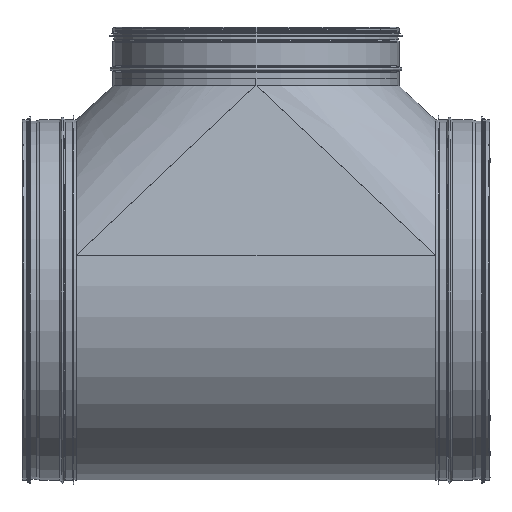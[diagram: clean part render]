
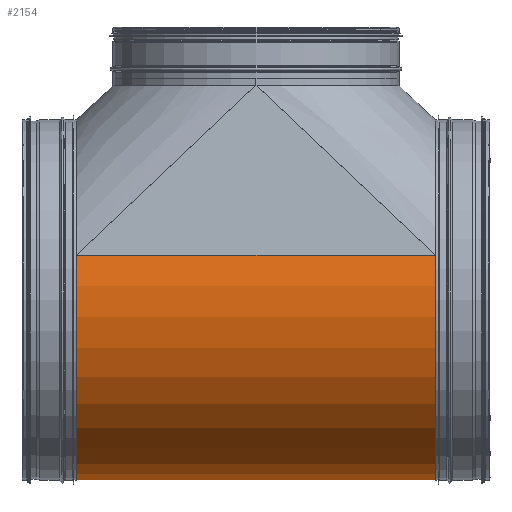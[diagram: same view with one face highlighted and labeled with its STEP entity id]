
A CAD part, front view. The second image highlights one B-rep face of the part: STEP entity #2154.
In plain terms, the highlighted cylindrical face has radius 314.375 mm (diameter 628.75 mm), a partial arc.
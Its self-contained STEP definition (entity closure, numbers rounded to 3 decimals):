
#2034=CARTESIAN_POINT('',(-304.43,78.448,0.0));
#2035=VERTEX_POINT('',#2034);
#2042=CARTESIAN_POINT('',(-304.43,78.448,625.0));
#2043=VERTEX_POINT('',#2042);
#2044=CARTESIAN_POINT('',(-304.43,78.448,0.0));
#2045=DIRECTION('',(0.0,0.0,1.0));
#2046=VECTOR('',#2045,625.0);
#2047=LINE('',#2044,#2046);
#2048=EDGE_CURVE('',#2035,#2043,#2047,.T.);
#2105=CARTESIAN_POINT('',(304.43,78.448,0.0));
#2106=VERTEX_POINT('',#2105);
#2114=CARTESIAN_POINT('',(304.43,78.448,625.0));
#2115=VERTEX_POINT('',#2114);
#2122=CARTESIAN_POINT('',(304.43,78.448,0.0));
#2123=DIRECTION('',(0.0,0.0,1.0));
#2124=VECTOR('',#2123,625.0);
#2125=LINE('',#2122,#2124);
#2126=EDGE_CURVE('',#2106,#2115,#2125,.T.);
#2131=CARTESIAN_POINT('',(0.0,0.0,0.0));
#2132=DIRECTION('',(0.0,0.0,1.0));
#2133=DIRECTION('',(-0.968,0.25,0.0));
#2134=AXIS2_PLACEMENT_3D('',#2131,#2132,#2133);
#2135=CYLINDRICAL_SURFACE('',#2134,314.375);
#2136=CARTESIAN_POINT('',(0.0,0.0,0.0));
#2137=DIRECTION('',(0.0,0.0,1.0));
#2138=DIRECTION('',(-0.968,0.25,0.0));
#2139=AXIS2_PLACEMENT_3D('',#2136,#2137,#2138);
#2140=CIRCLE('',#2139,314.375);
#2141=EDGE_CURVE('',#2035,#2106,#2140,.T.);
#2142=ORIENTED_EDGE('',*,*,#2141,.T.);
#2143=ORIENTED_EDGE('',*,*,#2126,.T.);
#2144=CARTESIAN_POINT('',(0.0,0.0,625.0));
#2145=DIRECTION('',(0.0,0.0,1.0));
#2146=DIRECTION('',(-0.968,0.25,0.0));
#2147=AXIS2_PLACEMENT_3D('',#2144,#2145,#2146);
#2148=CIRCLE('',#2147,314.375);
#2149=EDGE_CURVE('',#2043,#2115,#2148,.T.);
#2150=ORIENTED_EDGE('',*,*,#2149,.F.);
#2151=ORIENTED_EDGE('',*,*,#2048,.F.);
#2152=EDGE_LOOP('',(#2142,#2143,#2150,#2151));
#2153=FACE_OUTER_BOUND('',#2152,.T.);
#2154=ADVANCED_FACE('',(#2153),#2135,.T.);
